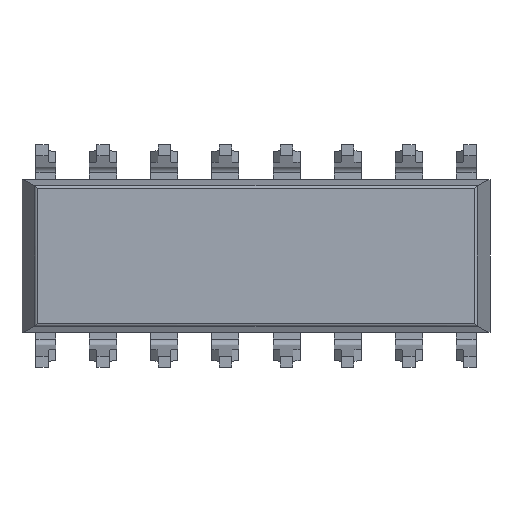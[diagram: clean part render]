
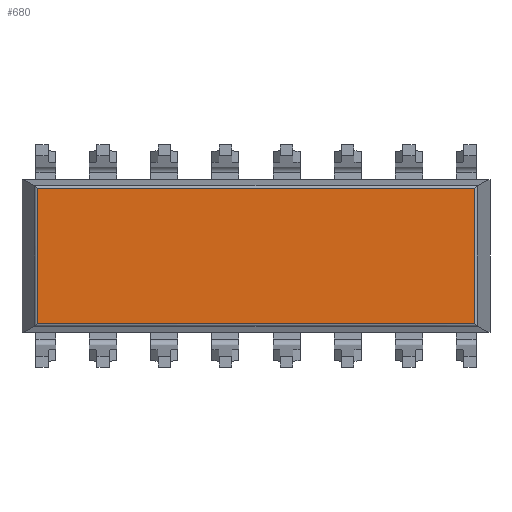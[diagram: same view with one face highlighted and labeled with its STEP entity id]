
A CAD part, front view. The second image highlights one B-rep face of the part: STEP entity #680.
In plain terms, the highlighted planar face has unit normal (0, -1, 0).
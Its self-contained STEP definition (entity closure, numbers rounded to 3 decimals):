
#680=ADVANCED_FACE('',(#1355),#1356,.T.);
#1355=FACE_OUTER_BOUND('',#2022,.T.);
#1356=PLANE('',#2023);
#2022=EDGE_LOOP('',(#4199,#4200,#4201,#4202));
#2023=AXIS2_PLACEMENT_3D('',#4203,#4204,#4205);
#4199=ORIENTED_EDGE('',*,*,#5051,.T.);
#4200=ORIENTED_EDGE('',*,*,#5086,.T.);
#4201=ORIENTED_EDGE('',*,*,#5055,.F.);
#4202=ORIENTED_EDGE('',*,*,#5088,.F.);
#4203=CARTESIAN_POINT('',(-1.0,0.001,0.));
#4204=DIRECTION('',(0.0,-1.0,0.0));
#4205=DIRECTION('',(0.,0.0,-1.0));
#5051=EDGE_CURVE('',#6348,#6346,#6349,.T.);
#5055=EDGE_CURVE('',#6353,#6355,#6356,.T.);
#5086=EDGE_CURVE('',#6346,#6355,#6396,.T.);
#5088=EDGE_CURVE('',#6348,#6353,#6398,.T.);
#6346=VERTEX_POINT('',#8215);
#6348=VERTEX_POINT('',#8217);
#6349=LINE('',#8218,#8219);
#6353=VERTEX_POINT('',#8223);
#6355=VERTEX_POINT('',#8225);
#6356=LINE('',#8226,#8227);
#6396=LINE('',#8278,#8279);
#6398=LINE('',#8281,#8282);
#8215=CARTESIAN_POINT('',(0.629,0.001,-2.813));
#8217=CARTESIAN_POINT('',(0.629,0.001,2.813));
#8218=CARTESIAN_POINT('',(0.629,0.001,0.));
#8219=VECTOR('',#9050,1.0);
#8223=CARTESIAN_POINT('',(18.802,0.001,2.813));
#8225=CARTESIAN_POINT('',(18.802,0.001,-2.813));
#8226=CARTESIAN_POINT('',(18.802,0.001,2.0));
#8227=VECTOR('',#9057,1.0);
#8278=CARTESIAN_POINT('',(-1.0,0.001,-2.813));
#8279=VECTOR('',#9096,1.0);
#8281=CARTESIAN_POINT('',(-1.0,0.001,2.813));
#8282=VECTOR('',#9097,1.0);
#9050=DIRECTION('',(0.,0.0,-1.0));
#9057=DIRECTION('',(0.,0.0,-1.0));
#9096=DIRECTION('',(1.0,0.0,0.));
#9097=DIRECTION('',(1.0,0.0,0.));
